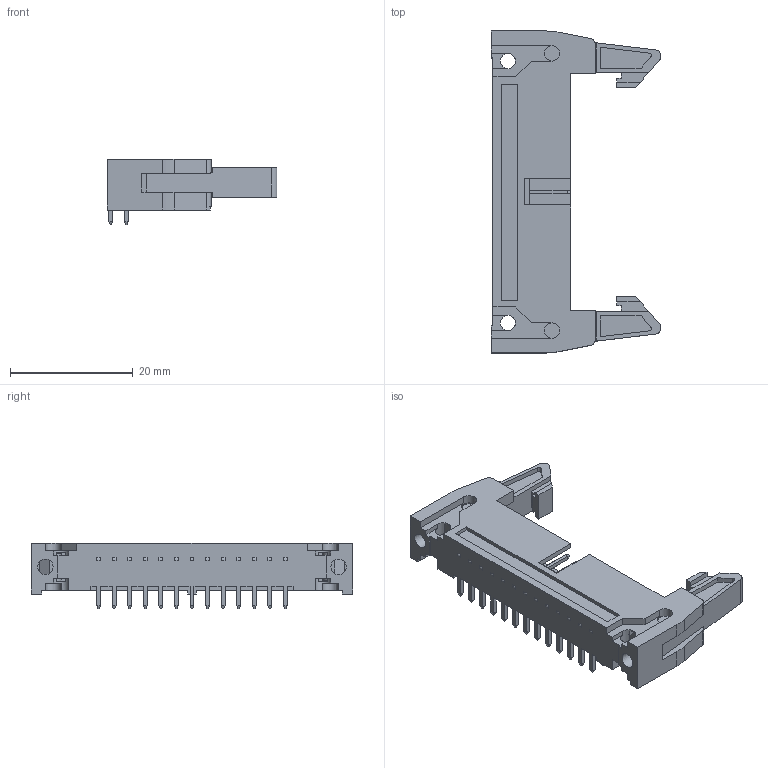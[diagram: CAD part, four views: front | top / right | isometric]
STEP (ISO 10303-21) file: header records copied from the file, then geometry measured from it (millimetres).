
FILE_DESCRIPTION(/* description */ ('Unknown'),/* implementation_level */ '2;1');
FILE_NAME(/* name */ 'J_Wurth_WR-BHD_61202622921',/* time_stamp */ '2025-05-15T15:04:39+08:00',/* author */ ('Unknown'),/* organization */ ('Unknown'),/* preprocessor_version */ 'ST-DEVELOPER v19.4',/* originating_system */ 'Solid Edge',/* authorisation */ 'Unknown');
FILE_SCHEMA (('AUTOMOTIVE_DESIGN {1 0 10303 214 3 1 1}'));
Length unit declared in the file: millimetre
Products named in the file (2): J_Wurth_WR-BHD_61202622921
Assembly tree (1 placements, depth 2):
  J_Wurth_WR-BHD_61202622921
    J_Wurth_WR-BHD_61202622921
Bounding box: 27.72 x 52.52 x 10.7 mm (x, y, z)
Volume: 3686.8 mm3; surface area: 5654.3 mm2
Topology: 1 solids, 1 shells, 862 faces, 2167 edges, 1341 vertices
Faces by surface type: plane 804, cylinder 58
Full cylindrical faces by diameter (mm): 2.5 x16
Entity records: 31006 total; most frequent: CARTESIAN_POINT 4354, ORIENTED_EDGE 4300, DIRECTION 4016, EDGE_CURVE 2150, LINE 2012, VECTOR 2012, VERTEX_POINT 1340, AXIS2_PLACEMENT_3D 1002
